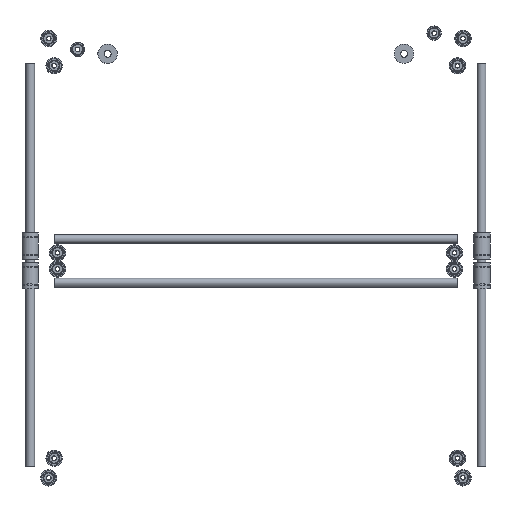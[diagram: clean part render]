
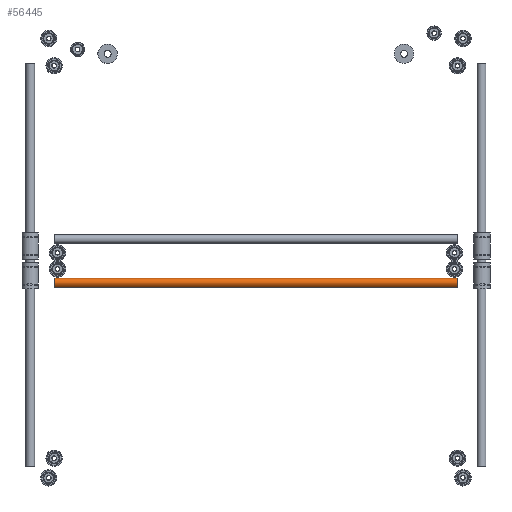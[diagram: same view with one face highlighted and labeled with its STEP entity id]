
A CAD part, top view. The second image highlights one B-rep face of the part: STEP entity #56445.
In plain terms, the highlighted cylindrical face has radius 4 mm (diameter 8 mm), a full revolution.
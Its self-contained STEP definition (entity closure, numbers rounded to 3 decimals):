
#56445 = ADVANCED_FACE('',(#56446),#56460,.F.);
#56446 = FACE_BOUND('',#56447,.T.);
#56447 = EDGE_LOOP('',(#56448,#56478,#56509,#56510));
#56448 = ORIENTED_EDGE('',*,*,#56449,.T.);
#56449 = EDGE_CURVE('',#56450,#56452,#56454,.T.);
#56450 = VERTEX_POINT('',#56451);
#56451 = CARTESIAN_POINT('',(402.622,125.19,
    67.848));
#56452 = VERTEX_POINT('',#56453);
#56453 = CARTESIAN_POINT('',(32.622,125.19,
    67.848));
#56454 = SEAM_CURVE('',#56455,(#56459,#56471),.PCURVE_S1.);
#56455 = LINE('',#56456,#56457);
#56456 = CARTESIAN_POINT('',(402.622,125.19,
    67.848));
#56457 = VECTOR('',#56458,1.);
#56458 = DIRECTION('',(-1.,0.,0.));
#56459 = PCURVE('',#56460,#56465);
#56460 = CYLINDRICAL_SURFACE('',#56461,4.);
#56461 = AXIS2_PLACEMENT_3D('',#56462,#56463,#56464);
#56462 = CARTESIAN_POINT('',(402.622,125.19,
    63.848));
#56463 = DIRECTION('',(1.,0.,0.));
#56464 = DIRECTION('',(0.,0.,1.));
#56465 = DEFINITIONAL_REPRESENTATION('',(#56466),#56470);
#56466 = LINE('',#56467,#56468);
#56467 = CARTESIAN_POINT('',(-0.,0.));
#56468 = VECTOR('',#56469,1.);
#56469 = DIRECTION('',(-0.,-1.));
#56470 = ( GEOMETRIC_REPRESENTATION_CONTEXT(2) 
PARAMETRIC_REPRESENTATION_CONTEXT() REPRESENTATION_CONTEXT('2D SPACE',''
  ) );
#56471 = PCURVE('',#56460,#56472);
#56472 = DEFINITIONAL_REPRESENTATION('',(#56473),#56477);
#56473 = LINE('',#56474,#56475);
#56474 = CARTESIAN_POINT('',(-6.283,0.));
#56475 = VECTOR('',#56476,1.);
#56476 = DIRECTION('',(-0.,-1.));
#56477 = ( GEOMETRIC_REPRESENTATION_CONTEXT(2) 
PARAMETRIC_REPRESENTATION_CONTEXT() REPRESENTATION_CONTEXT('2D SPACE',''
  ) );
#56478 = ORIENTED_EDGE('',*,*,#56479,.T.);
#56479 = EDGE_CURVE('',#56452,#56452,#56480,.T.);
#56480 = SURFACE_CURVE('',#56481,(#56486,#56493),.PCURVE_S1.);
#56481 = CIRCLE('',#56482,4.);
#56482 = AXIS2_PLACEMENT_3D('',#56483,#56484,#56485);
#56483 = CARTESIAN_POINT('',(32.622,125.19,
    63.848));
#56484 = DIRECTION('',(-1.,0.,0.));
#56485 = DIRECTION('',(0.,0.,1.));
#56486 = PCURVE('',#56460,#56487);
#56487 = DEFINITIONAL_REPRESENTATION('',(#56488),#56492);
#56488 = LINE('',#56489,#56490);
#56489 = CARTESIAN_POINT('',(-0.,-370.));
#56490 = VECTOR('',#56491,1.);
#56491 = DIRECTION('',(-1.,0.));
#56492 = ( GEOMETRIC_REPRESENTATION_CONTEXT(2) 
PARAMETRIC_REPRESENTATION_CONTEXT() REPRESENTATION_CONTEXT('2D SPACE',''
  ) );
#56493 = PCURVE('',#56494,#56499);
#56494 = PLANE('',#56495);
#56495 = AXIS2_PLACEMENT_3D('',#56496,#56497,#56498);
#56496 = CARTESIAN_POINT('',(32.622,125.19,
    67.848));
#56497 = DIRECTION('',(1.,0.,0.));
#56498 = DIRECTION('',(0.,1.,0.));
#56499 = DEFINITIONAL_REPRESENTATION('',(#56500),#56508);
#56500 = ( BOUNDED_CURVE() B_SPLINE_CURVE(2,(#56501,#56502,#56503,#56504
    ,#56505,#56506,#56507),.UNSPECIFIED.,.F.,.F.) 
B_SPLINE_CURVE_WITH_KNOTS((1,2,2,2,2,1),(-2.094,0.,
    2.094,4.189,6.283,8.378),
.UNSPECIFIED.) CURVE() GEOMETRIC_REPRESENTATION_ITEM() 
RATIONAL_B_SPLINE_CURVE((1.,0.5,1.,0.5,1.,0.5,1.)) REPRESENTATION_ITEM(
  '') );
#56501 = CARTESIAN_POINT('',(0.,0.));
#56502 = CARTESIAN_POINT('',(6.928,0.));
#56503 = CARTESIAN_POINT('',(3.464,-6.));
#56504 = CARTESIAN_POINT('',(0.,-12.));
#56505 = CARTESIAN_POINT('',(-3.464,-6.));
#56506 = CARTESIAN_POINT('',(-6.928,0.));
#56507 = CARTESIAN_POINT('',(0.,0.));
#56508 = ( GEOMETRIC_REPRESENTATION_CONTEXT(2) 
PARAMETRIC_REPRESENTATION_CONTEXT() REPRESENTATION_CONTEXT('2D SPACE',''
  ) );
#56509 = ORIENTED_EDGE('',*,*,#56449,.F.);
#56510 = ORIENTED_EDGE('',*,*,#56511,.F.);
#56511 = EDGE_CURVE('',#56450,#56450,#56512,.T.);
#56512 = SURFACE_CURVE('',#56513,(#56518,#56525),.PCURVE_S1.);
#56513 = CIRCLE('',#56514,4.);
#56514 = AXIS2_PLACEMENT_3D('',#56515,#56516,#56517);
#56515 = CARTESIAN_POINT('',(402.622,125.19,
    63.848));
#56516 = DIRECTION('',(-1.,0.,0.));
#56517 = DIRECTION('',(0.,0.,1.));
#56518 = PCURVE('',#56460,#56519);
#56519 = DEFINITIONAL_REPRESENTATION('',(#56520),#56524);
#56520 = LINE('',#56521,#56522);
#56521 = CARTESIAN_POINT('',(-0.,0.));
#56522 = VECTOR('',#56523,1.);
#56523 = DIRECTION('',(-1.,0.));
#56524 = ( GEOMETRIC_REPRESENTATION_CONTEXT(2) 
PARAMETRIC_REPRESENTATION_CONTEXT() REPRESENTATION_CONTEXT('2D SPACE',''
  ) );
#56525 = PCURVE('',#56526,#56531);
#56526 = PLANE('',#56527);
#56527 = AXIS2_PLACEMENT_3D('',#56528,#56529,#56530);
#56528 = CARTESIAN_POINT('',(402.622,125.19,
    67.848));
#56529 = DIRECTION('',(1.,0.,0.));
#56530 = DIRECTION('',(0.,1.,0.));
#56531 = DEFINITIONAL_REPRESENTATION('',(#56532),#56540);
#56532 = ( BOUNDED_CURVE() B_SPLINE_CURVE(2,(#56533,#56534,#56535,#56536
    ,#56537,#56538,#56539),.UNSPECIFIED.,.F.,.F.) 
B_SPLINE_CURVE_WITH_KNOTS((1,2,2,2,2,1),(-2.094,0.,
    2.094,4.189,6.283,8.378),
.UNSPECIFIED.) CURVE() GEOMETRIC_REPRESENTATION_ITEM() 
RATIONAL_B_SPLINE_CURVE((1.,0.5,1.,0.5,1.,0.5,1.)) REPRESENTATION_ITEM(
  '') );
#56533 = CARTESIAN_POINT('',(0.,0.));
#56534 = CARTESIAN_POINT('',(6.928,0.));
#56535 = CARTESIAN_POINT('',(3.464,-6.));
#56536 = CARTESIAN_POINT('',(0.,-12.));
#56537 = CARTESIAN_POINT('',(-3.464,-6.));
#56538 = CARTESIAN_POINT('',(-6.928,0.));
#56539 = CARTESIAN_POINT('',(0.,0.));
#56540 = ( GEOMETRIC_REPRESENTATION_CONTEXT(2) 
PARAMETRIC_REPRESENTATION_CONTEXT() REPRESENTATION_CONTEXT('2D SPACE',''
  ) );
